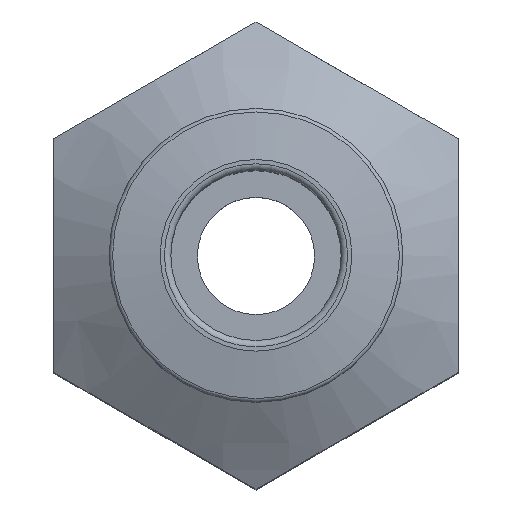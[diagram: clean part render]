
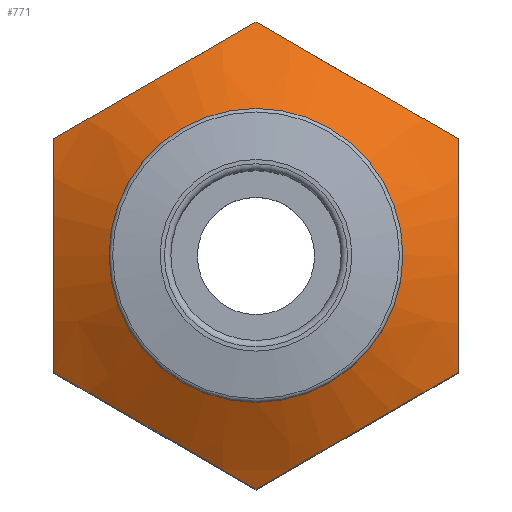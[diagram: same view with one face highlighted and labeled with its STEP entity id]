
A CAD part, top view. The second image highlights one B-rep face of the part: STEP entity #771.
In plain terms, the highlighted conical face has half-angle 60 degrees and reference radius 11.4 mm.
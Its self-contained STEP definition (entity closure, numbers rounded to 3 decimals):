
#135=CIRCLE('',#881,6.9);
#230=ORIENTED_EDGE('',*,*,#395,.T.);
#231=ORIENTED_EDGE('',*,*,#396,.F.);
#232=ORIENTED_EDGE('',*,*,#397,.F.);
#233=ORIENTED_EDGE('',*,*,#398,.F.);
#234=ORIENTED_EDGE('',*,*,#399,.F.);
#235=ORIENTED_EDGE('',*,*,#400,.F.);
#236=ORIENTED_EDGE('',*,*,#401,.F.);
#395=EDGE_CURVE('',#481,#481,#135,.T.);
#396=EDGE_CURVE('',#482,#483,#517,.T.);
#397=EDGE_CURVE('',#484,#482,#518,.T.);
#398=EDGE_CURVE('',#485,#484,#519,.T.);
#399=EDGE_CURVE('',#486,#485,#520,.T.);
#400=EDGE_CURVE('',#487,#486,#521,.T.);
#401=EDGE_CURVE('',#483,#487,#522,.T.);
#481=VERTEX_POINT('',#1361);
#482=VERTEX_POINT('',#1369);
#483=VERTEX_POINT('',#1370);
#484=VERTEX_POINT('',#1377);
#485=VERTEX_POINT('',#1384);
#486=VERTEX_POINT('',#1392);
#487=VERTEX_POINT('',#1399);
#517=B_SPLINE_CURVE_WITH_KNOTS('',3,(#1362,#1363,#1364,#1365,#1366,#1367,
#1368),.UNSPECIFIED.,.F.,.F.,(4,1,1,1,4),(0.012,0.015,
0.018,0.021,0.023),.UNSPECIFIED.);
#518=B_SPLINE_CURVE_WITH_KNOTS('',3,(#1371,#1372,#1373,#1374,#1375,#1376),
 .UNSPECIFIED.,.F.,.F.,(4,1,1,4),(0.,0.006,
0.008,0.011),.UNSPECIFIED.);
#519=B_SPLINE_CURVE_WITH_KNOTS('',3,(#1378,#1379,#1380,#1381,#1382,#1383),
 .UNSPECIFIED.,.F.,.F.,(4,1,1,4),(0.,0.006,
0.008,0.011),.UNSPECIFIED.);
#520=B_SPLINE_CURVE_WITH_KNOTS('',3,(#1385,#1386,#1387,#1388,#1389,#1390,
#1391),.UNSPECIFIED.,.F.,.F.,(4,1,1,1,4),(0.012,0.015,
0.018,0.021,0.023),.UNSPECIFIED.);
#521=B_SPLINE_CURVE_WITH_KNOTS('',3,(#1393,#1394,#1395,#1396,#1397,#1398),
 .UNSPECIFIED.,.F.,.F.,(4,1,1,4),(0.,0.006,
0.008,0.011),.UNSPECIFIED.);
#522=B_SPLINE_CURVE_WITH_KNOTS('',3,(#1400,#1401,#1402,#1403,#1404,#1405),
 .UNSPECIFIED.,.F.,.F.,(4,1,1,4),(0.,0.006,
0.008,0.011),.UNSPECIFIED.);
#587=EDGE_LOOP('',(#230));
#588=EDGE_LOOP('',(#231,#232,#233,#234,#235,#236));
#683=FACE_BOUND('',#587,.T.);
#684=FACE_BOUND('',#588,.T.);
#733=CONICAL_SURFACE('',#880,11.4,1.047);
#771=ADVANCED_FACE('',(#683,#684),#733,.T.);
#880=AXIS2_PLACEMENT_3D('',#1359,#1065,#1066);
#881=AXIS2_PLACEMENT_3D('',#1360,#1067,#1068);
#1065=DIRECTION('',(0.,0.,-1.));
#1066=DIRECTION('',(-1.,0.,0.));
#1067=DIRECTION('',(0.,0.,-1.));
#1068=DIRECTION('',(-1.,0.,0.));
#1359=CARTESIAN_POINT('',(0.,0.,30.735));
#1360=CARTESIAN_POINT('',(0.,0.,33.333));
#1361=CARTESIAN_POINT('',(-6.9,0.,33.333));
#1362=CARTESIAN_POINT('',(-9.5,-5.485,30.984));
#1363=CARTESIAN_POINT('',(-9.5,-4.592,31.241));
#1364=CARTESIAN_POINT('',(-9.5,-2.794,31.668));
#1365=CARTESIAN_POINT('',(-9.5,0.001,31.914));
#1366=CARTESIAN_POINT('',(-9.5,2.795,31.668));
#1367=CARTESIAN_POINT('',(-9.5,4.592,31.241));
#1368=CARTESIAN_POINT('',(-9.5,5.485,30.984));
#1369=CARTESIAN_POINT('',(-9.5,-5.485,30.984));
#1370=CARTESIAN_POINT('',(-9.5,5.485,30.984));
#1371=CARTESIAN_POINT('',(0.,-10.97,30.984));
#1372=CARTESIAN_POINT('',(-1.551,-10.074,31.501));
#1373=CARTESIAN_POINT('',(-3.926,-8.703,31.996));
#1374=CARTESIAN_POINT('',(-7.162,-6.835,31.67));
#1375=CARTESIAN_POINT('',(-8.723,-5.933,31.243));
#1376=CARTESIAN_POINT('',(-9.5,-5.485,30.984));
#1377=CARTESIAN_POINT('',(0.,-10.97,30.984));
#1378=CARTESIAN_POINT('',(9.5,-5.485,30.984));
#1379=CARTESIAN_POINT('',(7.949,-6.38,31.501));
#1380=CARTESIAN_POINT('',(5.574,-7.752,31.996));
#1381=CARTESIAN_POINT('',(2.338,-9.62,31.67));
#1382=CARTESIAN_POINT('',(0.777,-10.521,31.243));
#1383=CARTESIAN_POINT('',(0.,-10.97,30.984));
#1384=CARTESIAN_POINT('',(9.5,-5.485,30.984));
#1385=CARTESIAN_POINT('',(9.5,5.485,30.984));
#1386=CARTESIAN_POINT('',(9.5,4.592,31.241));
#1387=CARTESIAN_POINT('',(9.5,2.794,31.668));
#1388=CARTESIAN_POINT('',(9.5,-0.001,31.914));
#1389=CARTESIAN_POINT('',(9.5,-2.795,31.668));
#1390=CARTESIAN_POINT('',(9.5,-4.592,31.241));
#1391=CARTESIAN_POINT('',(9.5,-5.485,30.984));
#1392=CARTESIAN_POINT('',(9.5,5.485,30.984));
#1393=CARTESIAN_POINT('',(0.,10.97,30.984));
#1394=CARTESIAN_POINT('',(1.551,10.074,31.501));
#1395=CARTESIAN_POINT('',(3.926,8.703,31.996));
#1396=CARTESIAN_POINT('',(7.162,6.835,31.67));
#1397=CARTESIAN_POINT('',(8.723,5.933,31.243));
#1398=CARTESIAN_POINT('',(9.5,5.485,30.984));
#1399=CARTESIAN_POINT('',(0.,10.97,30.984));
#1400=CARTESIAN_POINT('',(-9.5,5.485,30.984));
#1401=CARTESIAN_POINT('',(-7.949,6.38,31.501));
#1402=CARTESIAN_POINT('',(-5.574,7.752,31.996));
#1403=CARTESIAN_POINT('',(-2.338,9.62,31.67));
#1404=CARTESIAN_POINT('',(-0.777,10.521,31.243));
#1405=CARTESIAN_POINT('',(0.,10.97,30.984));
